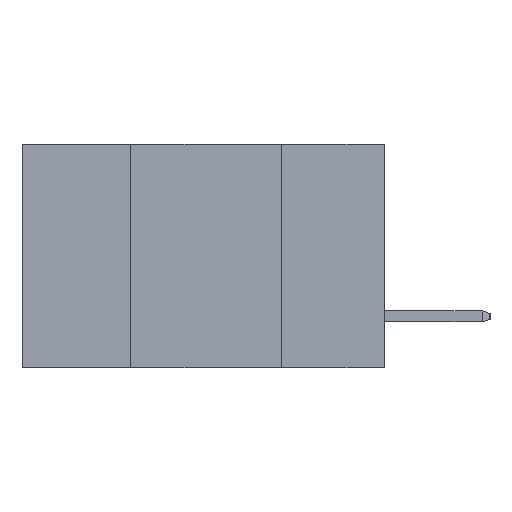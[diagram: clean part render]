
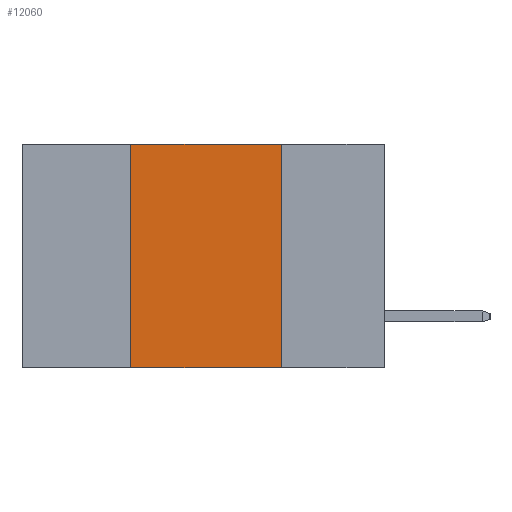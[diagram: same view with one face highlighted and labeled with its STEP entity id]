
A CAD part, left-side view. The second image highlights one B-rep face of the part: STEP entity #12060.
In plain terms, the highlighted planar face has unit normal (-1, 0, 0).
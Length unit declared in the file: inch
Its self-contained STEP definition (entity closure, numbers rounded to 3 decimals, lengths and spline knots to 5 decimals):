
#276 = EDGE_LOOP ( 'NONE', ( #1568, #4153, #12891, #5545 ) ) ;
#721 = FACE_OUTER_BOUND ( 'NONE', #276, .T. ) ;
#1324 = VERTEX_POINT ( 'NONE', #15061 ) ;
#1496 = VERTEX_POINT ( 'NONE', #13127 ) ;
#1503 = LINE ( 'NONE', #7594, #11251 ) ;
#1568 = ORIENTED_EDGE ( 'NONE', *, *, #5641, .F. ) ;
#2206 = EDGE_CURVE ( 'NONE', #10681, #1496, #1503, .T. ) ;
#2902 = CARTESIAN_POINT ( 'NONE',  ( 0., 0.42, 0. ) ) ;
#3478 = LINE ( 'NONE', #3510, #6397 ) ;
#3510 = CARTESIAN_POINT ( 'NONE',  ( 0., 0.42, -0.37 ) ) ;
#4153 = ORIENTED_EDGE ( 'NONE', *, *, #2206, .F. ) ;
#4439 = LINE ( 'NONE', #4727, #4822 ) ;
#4462 = VERTEX_POINT ( 'NONE', #13309 ) ;
#4683 = DIRECTION ( 'NONE',  ( 0., 0., -1. ) ) ;
#4708 = DIRECTION ( 'NONE',  ( 0., 0., -1. ) ) ;
#4727 = CARTESIAN_POINT ( 'NONE',  ( 0., 0.17, -0.37 ) ) ;
#4822 = VECTOR ( 'NONE', #4708, 39.37008 ) ;
#5545 = ORIENTED_EDGE ( 'NONE', *, *, #7912, .T. ) ;
#5641 = EDGE_CURVE ( 'NONE', #1496, #4462, #4439, .T. ) ;
#5797 = CARTESIAN_POINT ( 'NONE',  ( 0., 0.6, -0.37 ) ) ;
#6397 = VECTOR ( 'NONE', #12068, 39.37008 ) ;
#7594 = CARTESIAN_POINT ( 'NONE',  ( 0., 0.6, 0. ) ) ;
#7912 = EDGE_CURVE ( 'NONE', #1324, #4462, #12512, .T. ) ;
#9568 = CARTESIAN_POINT ( 'NONE',  ( 0., 0.6, 0. ) ) ;
#10681 = VERTEX_POINT ( 'NONE', #2902 ) ;
#10781 = PLANE ( 'NONE',  #14787 ) ;
#11128 = DIRECTION ( 'NONE',  ( 0., -1., 0. ) ) ;
#11251 = VECTOR ( 'NONE', #11128, 39.37008 ) ;
#11953 = DIRECTION ( 'NONE',  ( 1., 0., 0. ) ) ;
#12060 = ADVANCED_FACE ( 'NONE', ( #721 ), #10781, .F. ) ;
#12068 = DIRECTION ( 'NONE',  ( 0., 0., 1. ) ) ;
#12512 = LINE ( 'NONE', #5797, #15590 ) ;
#12720 = EDGE_CURVE ( 'NONE', #1324, #10681, #3478, .T. ) ;
#12891 = ORIENTED_EDGE ( 'NONE', *, *, #12720, .F. ) ;
#13127 = CARTESIAN_POINT ( 'NONE',  ( 0., 0.17, 0. ) ) ;
#13309 = CARTESIAN_POINT ( 'NONE',  ( 0., 0.17, -0.37 ) ) ;
#14787 = AXIS2_PLACEMENT_3D ( 'NONE', #9568, #11953, #4683 ) ;
#15061 = CARTESIAN_POINT ( 'NONE',  ( 0., 0.42, -0.37 ) ) ;
#15352 = DIRECTION ( 'NONE',  ( 0., -1., 0. ) ) ;
#15590 = VECTOR ( 'NONE', #15352, 39.37008 ) ;
